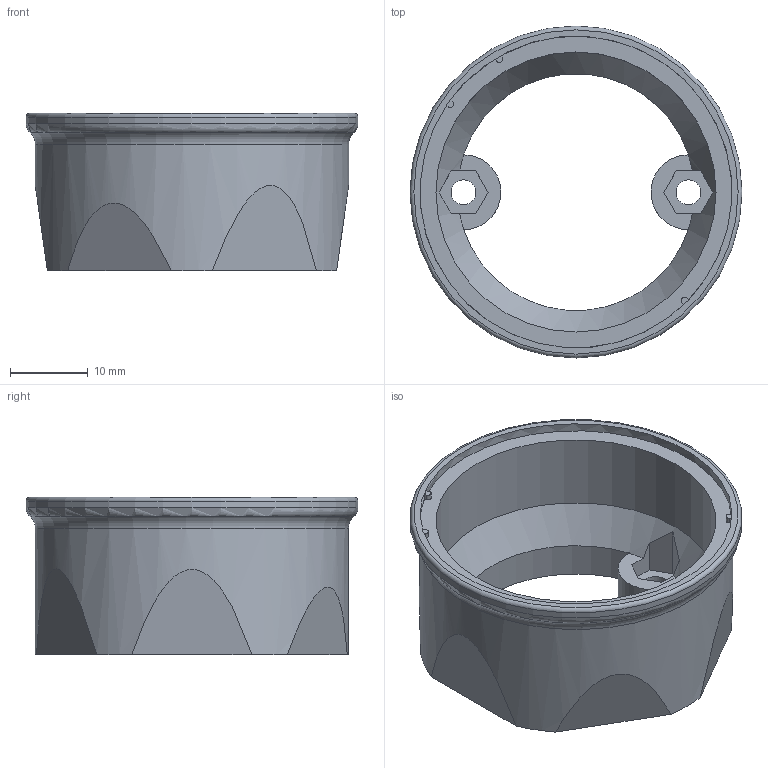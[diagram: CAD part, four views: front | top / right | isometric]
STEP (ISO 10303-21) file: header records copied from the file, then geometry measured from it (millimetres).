
FILE_DESCRIPTION(/* description */ (''),/* implementation_level */ '2;1');
FILE_NAME(/* name */ 'Mount.step',/* time_stamp */ '2023-03-20T13:35:27Z',/* author */ (''),/* organization */ (''),/* preprocessor_version */ 'ST-DEVELOPER v19.2',/* originating_system */ 'Autodesk Translation Framework v11.17.0.187',/* authorisation */ '');
FILE_SCHEMA (('AUTOMOTIVE_DESIGN { 1 0 10303 214 3 1 1 }'));
Length unit declared in the file: millimetre
Products named in the file (1): Mount
Bounding box: 42.8 x 42.8 x 20.32 mm (x, y, z)
Volume: 7153.7 mm3; surface area: 6088.8 mm2
Topology: 1 solids, 1 shells, 51 faces, 143 edges, 95 vertices
Faces by surface type: plane 34, cylinder 10, bspline 3, torus 3, cone 1
Full cylindrical faces by diameter (mm): 3.2 x2, 36.1 x1, 40.2 x1, 40.4 x1, 42.8 x1
Entity records: 1796 total; most frequent: CARTESIAN_POINT 437, ORIENTED_EDGE 286, DIRECTION 273, EDGE_CURVE 143, AXIS2_PLACEMENT_3D 100, VERTEX_POINT 95, LINE 73, VECTOR 73
